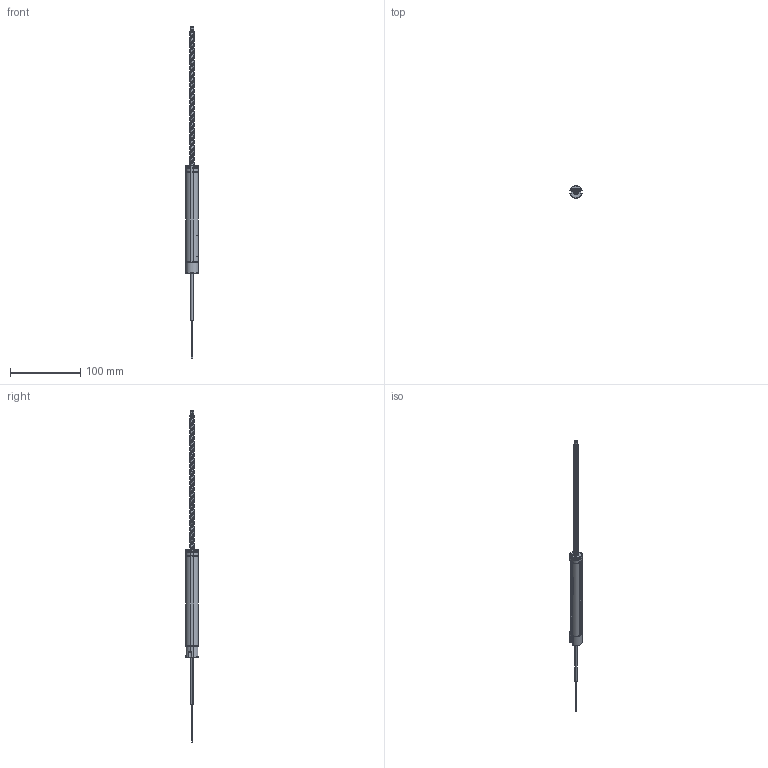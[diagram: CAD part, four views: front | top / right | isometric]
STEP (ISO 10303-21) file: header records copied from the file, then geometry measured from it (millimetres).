
FILE_DESCRIPTION (( 'STEP AP214' ), '1' );
FILE_NAME ('TEX-0100-421-002-302_extended.STEP', '2014-07-07T09:33:19', ( 'dummy' ), ( 'Microsoft' ), 'SwSTEP 2.0', 'SolidWorks 2013', '' );
FILE_SCHEMA (( 'AUTOMOTIVE_DESIGN' ));
Length unit declared in the file: millimetre
Products named in the file (1): TEX-0100-421-002-302_extended
Bounding box: 17.55 x 17.79 x 473.9 mm (x, y, z)
Surface area: 19596.1 mm2 (no closed solid volume)
Topology: 0 solids, 38 shells, 341 faces, 1345 edges, 1020 vertices
Faces by surface type: cylinder 147, plane 145, torus 17, cone 16, bspline 12, sphere 4
Entity records: 33759 total; most frequent: CARTESIAN_POINT 18846, DIRECTION 2453, ORIENTED_EDGE 1947, EDGE_CURVE 1343, VERTEX_POINT 1020, AXIS2_PLACEMENT_3D 855, LINE 743, VECTOR 743
